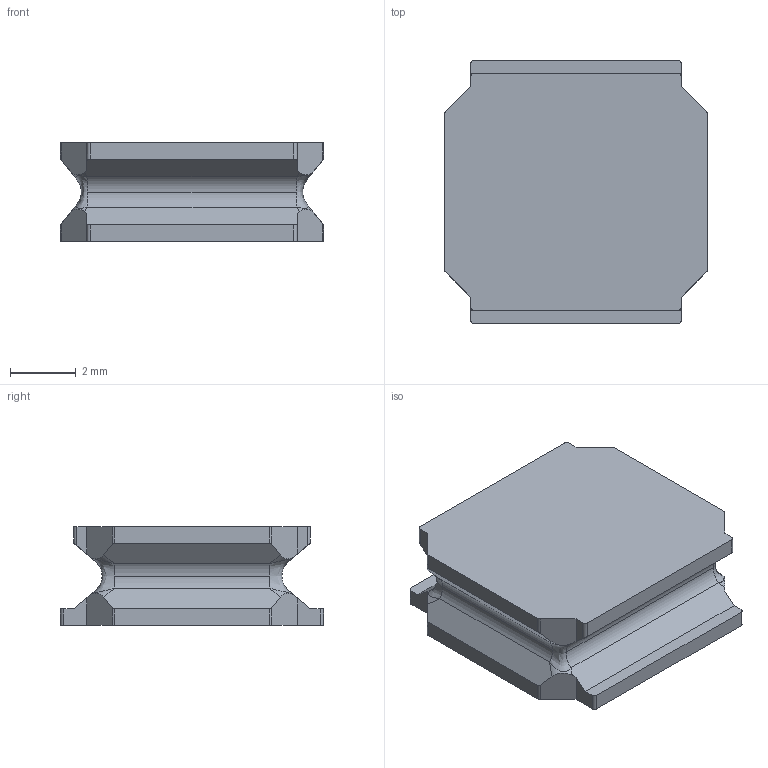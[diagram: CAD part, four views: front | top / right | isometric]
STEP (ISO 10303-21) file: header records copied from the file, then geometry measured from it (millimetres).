
FILE_DESCRIPTION (( 'STEP AP214' ), '1' );
FILE_NAME ('INDC_NRS8030T1R0NJGJ.STEP', '2017-12-25T03:24:40', ( 'Sky123.Org' ), ( 'Sky123.Org' ), 'SwSTEP 2.0', 'SolidWorks 2013', '' );
FILE_SCHEMA (( 'AUTOMOTIVE_DESIGN' ));
Length unit declared in the file: millimetre
Products named in the file (1): INDC_NRS8030T1R0NJGJ
Bounding box: 8 x 8 x 3 mm (x, y, z)
Volume: 145.5 mm3; surface area: 215.2 mm2
Topology: 1 solids, 1 shells, 71 faces, 191 edges, 122 vertices
Faces by surface type: plane 36, cylinder 31, bspline 4
Entity records: 3218 total; most frequent: CARTESIAN_POINT 689, ORIENTED_EDGE 382, DIRECTION 333, EDGE_CURVE 191, VECTOR 129, LINE 129, VERTEX_POINT 122, AXIS2_PLACEMENT_3D 102
